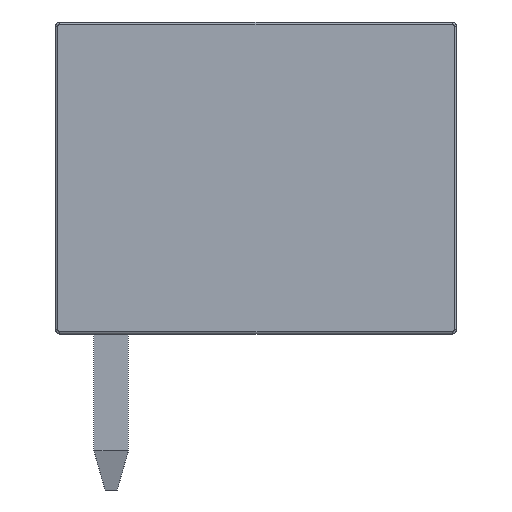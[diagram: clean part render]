
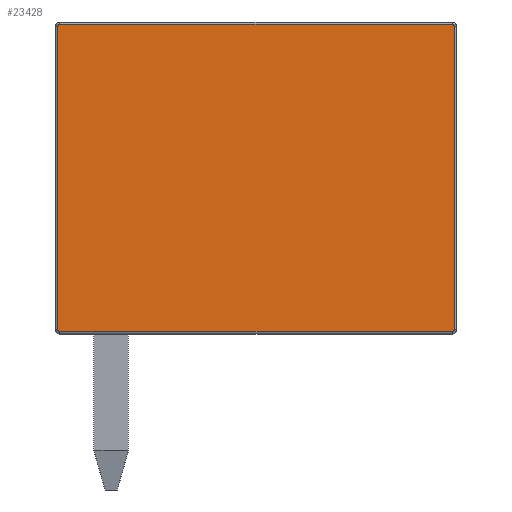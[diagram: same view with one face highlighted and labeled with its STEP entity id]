
A CAD part, left-side view. The second image highlights one B-rep face of the part: STEP entity #23428.
In plain terms, the highlighted planar face has unit normal (-1, 0, 0).
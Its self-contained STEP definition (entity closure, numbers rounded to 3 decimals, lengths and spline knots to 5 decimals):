
#656=PLANE('',#25087);
#1100=LINE('',#46620,#2697);
#1101=LINE('',#46636,#2698);
#1102=LINE('',#46655,#2699);
#1104=LINE('',#46672,#2701);
#2697=VECTOR('',#28319,0.3937);
#2698=VECTOR('',#28328,0.3937);
#2699=VECTOR('',#28339,0.3937);
#2701=VECTOR('',#28349,0.3937);
#5038=FACE_OUTER_BOUND('',#6659,.T.);
#6659=EDGE_LOOP('',(#16519,#16520,#16521,#16522,#16523,#16524,#16525,#16526));
#8312=CIRCLE('',#25071,0.00197);
#8315=CIRCLE('',#25075,0.00197);
#8318=CIRCLE('',#25079,0.00197);
#8322=CIRCLE('',#25084,0.00197);
#10534=VERTEX_POINT('',#46612);
#10535=VERTEX_POINT('',#46614);
#10536=VERTEX_POINT('',#46618);
#10537=VERTEX_POINT('',#46630);
#10538=VERTEX_POINT('',#46634);
#10540=VERTEX_POINT('',#46647);
#10542=VERTEX_POINT('',#46653);
#10544=VERTEX_POINT('',#46667);
#12714=EDGE_CURVE('',#10535,#10534,#8312,.T.);
#12716=EDGE_CURVE('',#10536,#10535,#1100,.T.);
#12718=EDGE_CURVE('',#10537,#10536,#8315,.T.);
#12720=EDGE_CURVE('',#10538,#10537,#1101,.T.);
#12722=EDGE_CURVE('',#10540,#10538,#8318,.T.);
#12725=EDGE_CURVE('',#10542,#10540,#1102,.T.);
#12728=EDGE_CURVE('',#10544,#10542,#8322,.T.);
#12730=EDGE_CURVE('',#10534,#10544,#1104,.T.);
#16519=ORIENTED_EDGE('',*,*,#12714,.F.);
#16520=ORIENTED_EDGE('',*,*,#12716,.F.);
#16521=ORIENTED_EDGE('',*,*,#12718,.F.);
#16522=ORIENTED_EDGE('',*,*,#12720,.F.);
#16523=ORIENTED_EDGE('',*,*,#12722,.F.);
#16524=ORIENTED_EDGE('',*,*,#12725,.F.);
#16525=ORIENTED_EDGE('',*,*,#12728,.F.);
#16526=ORIENTED_EDGE('',*,*,#12730,.F.);
#23428=ADVANCED_FACE('',(#5038),#656,.F.);
#25071=AXIS2_PLACEMENT_3D('',#46616,#28313,#28314);
#25075=AXIS2_PLACEMENT_3D('',#46632,#28322,#28323);
#25079=AXIS2_PLACEMENT_3D('',#46649,#28331,#28332);
#25084=AXIS2_PLACEMENT_3D('',#46669,#28343,#28344);
#25087=AXIS2_PLACEMENT_3D('',#46674,#28351,#28352);
#28313=DIRECTION('center_axis',(1.,0.,0.));
#28314=DIRECTION('ref_axis',(0.,-0.707,0.707));
#28319=DIRECTION('',(0.,-1.,0.));
#28322=DIRECTION('center_axis',(1.,0.,0.));
#28323=DIRECTION('ref_axis',(0.,0.707,0.707));
#28328=DIRECTION('',(0.,0.,1.));
#28331=DIRECTION('center_axis',(1.,0.,0.));
#28332=DIRECTION('ref_axis',(0.,0.707,-0.707));
#28339=DIRECTION('',(0.,1.,0.));
#28343=DIRECTION('center_axis',(1.,0.,0.));
#28344=DIRECTION('ref_axis',(0.,-0.707,-0.707));
#28349=DIRECTION('',(0.,0.,-1.));
#28351=DIRECTION('center_axis',(1.,0.,0.));
#28352=DIRECTION('ref_axis',(0.,0.,-1.));
#46612=CARTESIAN_POINT('',(-0.787,-0.30803,0.27606));
#46614=CARTESIAN_POINT('',(-0.787,-0.30606,0.27803));
#46616=CARTESIAN_POINT('Origin',(-0.787,-0.30606,0.27606));
#46618=CARTESIAN_POINT('',(-0.787,0.04606,0.27803));
#46620=CARTESIAN_POINT('',(-0.787,-0.31,0.27803));
#46630=CARTESIAN_POINT('',(-0.787,0.04803,0.27606));
#46632=CARTESIAN_POINT('Origin',(-0.787,0.04606,0.27606));
#46634=CARTESIAN_POINT('',(-0.787,0.04803,0.00394));
#46636=CARTESIAN_POINT('',(-0.787,0.04803,0.15253));
#46647=CARTESIAN_POINT('',(-0.787,0.04606,0.00197));
#46649=CARTESIAN_POINT('Origin',(-0.787,0.04606,0.00394));
#46653=CARTESIAN_POINT('',(-0.787,-0.30606,0.00197));
#46655=CARTESIAN_POINT('',(-0.787,-0.31,0.00197));
#46667=CARTESIAN_POINT('',(-0.787,-0.30803,0.00394));
#46669=CARTESIAN_POINT('Origin',(-0.787,-0.30606,0.00394));
#46672=CARTESIAN_POINT('',(-0.787,-0.30803,0.15253));
#46674=CARTESIAN_POINT('Origin',(-0.787,-0.31,0.30505));
